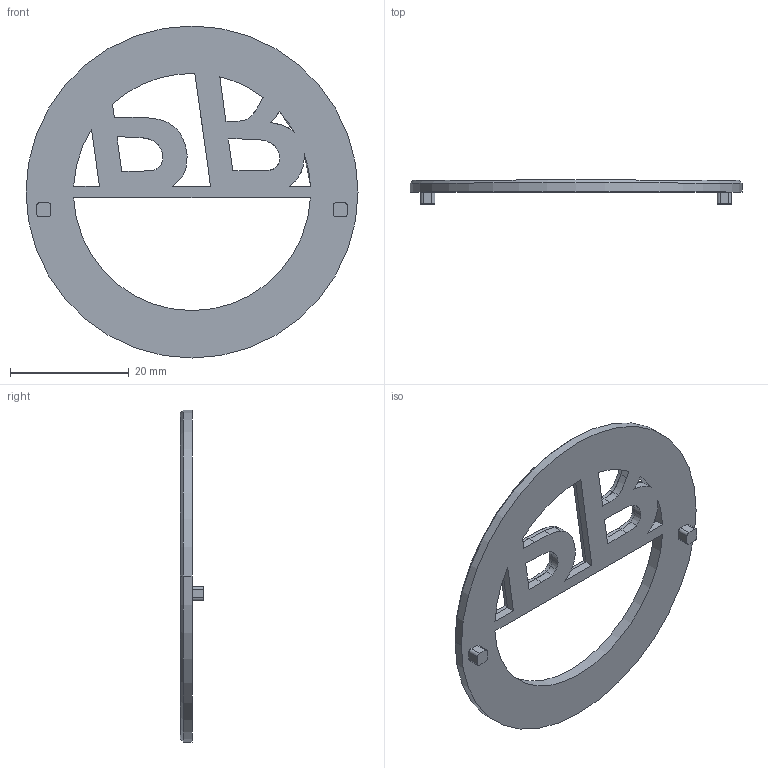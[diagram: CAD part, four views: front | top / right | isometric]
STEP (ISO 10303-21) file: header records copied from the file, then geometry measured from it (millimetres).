
FILE_DESCRIPTION((''),'2;1');
FILE_NAME('PR_SIGN_BARBELL_OPT','2026-01-11T16:22:28',('z004dfwd'),(''),'CREO PARAMETRIC BY PTC INC, 2023352','CREO PARAMETRIC BY PTC INC, 2023352','');
FILE_SCHEMA(('CONFIG_CONTROL_DESIGN'));
Length unit declared in the file: millimetre
Products named in the file (1): PR_SIGN_BARBELL_OPT
Bounding box: 56 x 4 x 56 mm (x, y, z)
Volume: 3180.1 mm3; surface area: 5472.3 mm2
Topology: 14 solids, 14 shells, 273 faces, 694 edges, 458 vertices
Faces by surface type: plane 197, extrusion 58, cylinder 16, cone 2
Entity records: 8512 total; most frequent: CARTESIAN_POINT 2047, ORIENTED_EDGE 1388, DIRECTION 1100, EDGE_CURVE 694, VECTOR 602, LINE 544, VERTEX_POINT 458, EDGE_LOOP 302
